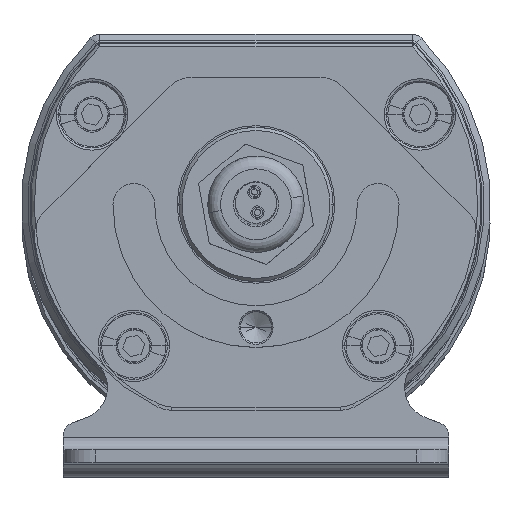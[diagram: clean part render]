
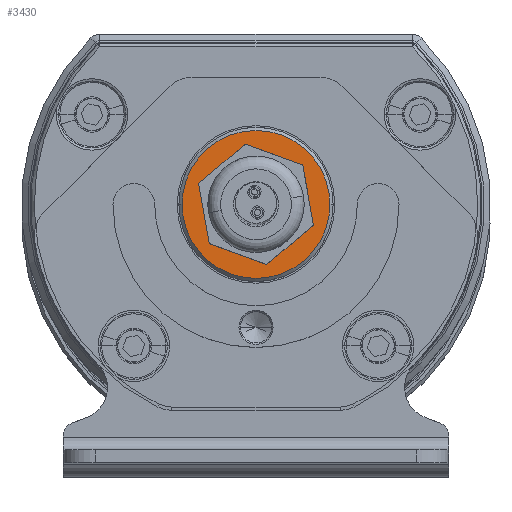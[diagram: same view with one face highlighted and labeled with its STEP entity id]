
A CAD part, top view. The second image highlights one B-rep face of the part: STEP entity #3430.
In plain terms, the highlighted planar face has unit normal (0, 0, 1).
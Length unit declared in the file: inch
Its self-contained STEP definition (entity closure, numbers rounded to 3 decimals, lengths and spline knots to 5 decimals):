
#85 = VERTEX_POINT ( 'NONE', #4274 ) ;
#717 = DIRECTION ( 'NONE',  ( 1., 0., 0. ) ) ;
#1129 = CIRCLE ( 'NONE', #5775, 0.45276 ) ;
#1478 = AXIS2_PLACEMENT_3D ( 'NONE', #3397, #14767, #14463 ) ;
#2884 = CARTESIAN_POINT ( 'NONE',  ( 0.45276, -0.98228, 0.1378 ) ) ;
#3253 = DIRECTION ( 'NONE',  ( -1., 0., 0. ) ) ;
#3332 = CARTESIAN_POINT ( 'NONE',  ( 0., -0.98228, 0.1378 ) ) ;
#3397 = CARTESIAN_POINT ( 'NONE',  ( 0., -0.98228, 0.1378 ) ) ;
#3430 = ADVANCED_FACE ( 'NONE', ( #12831, #19230 ), #4897, .T. ) ;
#4233 = DIRECTION ( 'NONE',  ( 0., 0., -1. ) ) ;
#4274 = CARTESIAN_POINT ( 'NONE',  ( -0.45276, -0.98228, 0.1378 ) ) ;
#4897 = PLANE ( 'NONE',  #6287 ) ;
#4947 = CARTESIAN_POINT ( 'NONE',  ( -0.31496, -0.98228, 0.1378 ) ) ;
#5099 = VERTEX_POINT ( 'NONE', #19962 ) ;
#5541 = EDGE_LOOP ( 'NONE', ( #12923, #19759 ) ) ;
#5775 = AXIS2_PLACEMENT_3D ( 'NONE', #3332, #4233, #15202 ) ;
#6275 = DIRECTION ( 'NONE',  ( 0., 0., -1. ) ) ;
#6287 = AXIS2_PLACEMENT_3D ( 'NONE', #11265, #13342, #717 ) ;
#7440 = CARTESIAN_POINT ( 'NONE',  ( 0., -0.98228, 0.1378 ) ) ;
#8432 = CIRCLE ( 'NONE', #1478, 0.31496 ) ;
#9000 = DIRECTION ( 'NONE',  ( 0., 0., -1. ) ) ;
#10633 = VERTEX_POINT ( 'NONE', #2884 ) ;
#10910 = CIRCLE ( 'NONE', #16257, 0.31496 ) ;
#11265 = CARTESIAN_POINT ( 'NONE',  ( 0., -0.98228, 0.1378 ) ) ;
#11592 = EDGE_CURVE ( 'NONE', #10633, #85, #18071, .T. ) ;
#12831 = FACE_BOUND ( 'NONE', #5541, .T. ) ;
#12923 = ORIENTED_EDGE ( 'NONE', *, *, #16568, .T. ) ;
#13342 = DIRECTION ( 'NONE',  ( 0., 0., 1. ) ) ;
#13639 = EDGE_CURVE ( 'NONE', #17299, #5099, #8432, .T. ) ;
#13905 = EDGE_CURVE ( 'NONE', #85, #10633, #1129, .T. ) ;
#14463 = DIRECTION ( 'NONE',  ( 1., 0., 0. ) ) ;
#14767 = DIRECTION ( 'NONE',  ( 0., 0., -1. ) ) ;
#15202 = DIRECTION ( 'NONE',  ( -1., 0., 0. ) ) ;
#16257 = AXIS2_PLACEMENT_3D ( 'NONE', #7440, #9000, #18231 ) ;
#16568 = EDGE_CURVE ( 'NONE', #5099, #17299, #10910, .T. ) ;
#17299 = VERTEX_POINT ( 'NONE', #4947 ) ;
#17574 = CARTESIAN_POINT ( 'NONE',  ( 0., -0.98228, 0.1378 ) ) ;
#18071 = CIRCLE ( 'NONE', #20392, 0.45276 ) ;
#18231 = DIRECTION ( 'NONE',  ( 1., 0., 0. ) ) ;
#18551 = ORIENTED_EDGE ( 'NONE', *, *, #13905, .F. ) ;
#18908 = ORIENTED_EDGE ( 'NONE', *, *, #11592, .F. ) ;
#19230 = FACE_OUTER_BOUND ( 'NONE', #20095, .T. ) ;
#19759 = ORIENTED_EDGE ( 'NONE', *, *, #13639, .T. ) ;
#19962 = CARTESIAN_POINT ( 'NONE',  ( 0.31496, -0.98228, 0.1378 ) ) ;
#20095 = EDGE_LOOP ( 'NONE', ( #18551, #18908 ) ) ;
#20392 = AXIS2_PLACEMENT_3D ( 'NONE', #17574, #6275, #3253 ) ;
